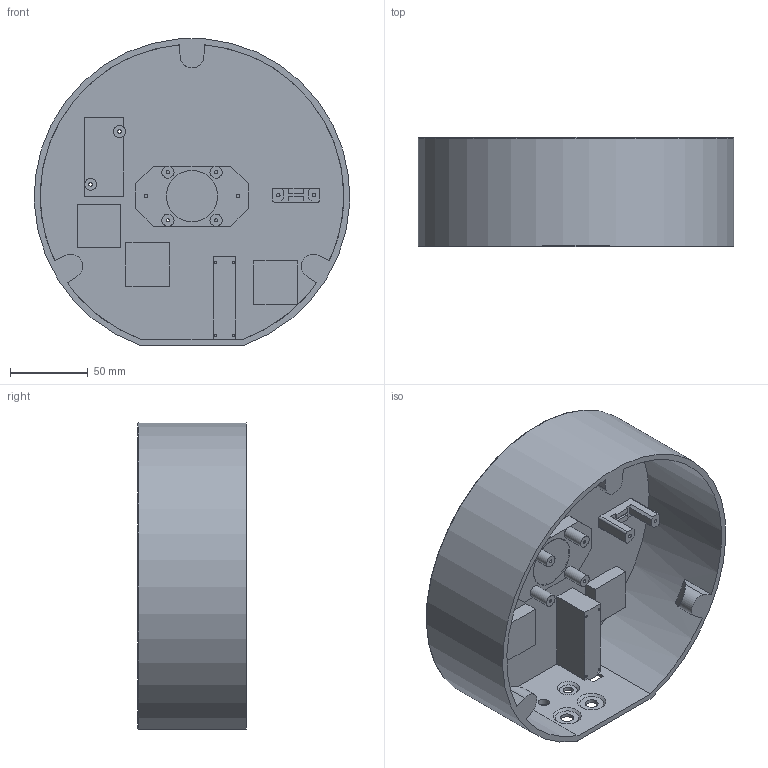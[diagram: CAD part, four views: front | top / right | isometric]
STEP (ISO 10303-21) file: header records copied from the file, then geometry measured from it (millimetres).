
FILE_DESCRIPTION(/* description */ (''),/* implementation_level */ '2;1');
FILE_NAME(/* name */ 'Base Housing v60.step',/* time_stamp */ '2023-07-08T10:54:48-05:00',/* author */ (''),/* organization */ (''),/* preprocessor_version */ 'ST-DEVELOPER v19.2',/* originating_system */ 'Autodesk Translation Framework v12.6.0.85',/* authorisation */ '');
FILE_SCHEMA (('AUTOMOTIVE_DESIGN { 1 0 10303 214 3 1 1 }'));
Length unit declared in the file: inch
Products named in the file (1): Base Housing
Bounding box: 203.01 x 69.85 x 197.12 mm (x, y, z)
Volume: 349923.8 mm3; surface area: 166001.4 mm2
Topology: 1 solids, 1 shells, 287 faces, 745 edges, 491 vertices
Faces by surface type: plane 172, bspline 57, cylinder 42, cone 11, torus 3, sphere 2
Full cylindrical faces by diameter (mm): 1.524 x4, 2.032 x4, 2.286 x6, 6.223 x1, 6.985 x1, 7.62 x2, 7.824 x4, 8.255 x1, 8.509 x1, 32 x1
Entity records: 9305 total; most frequent: CARTESIAN_POINT 2535, ORIENTED_EDGE 1482, DIRECTION 1191, EDGE_CURVE 741, LINE 501, VECTOR 501, VERTEX_POINT 489, AXIS2_PLACEMENT_3D 345
